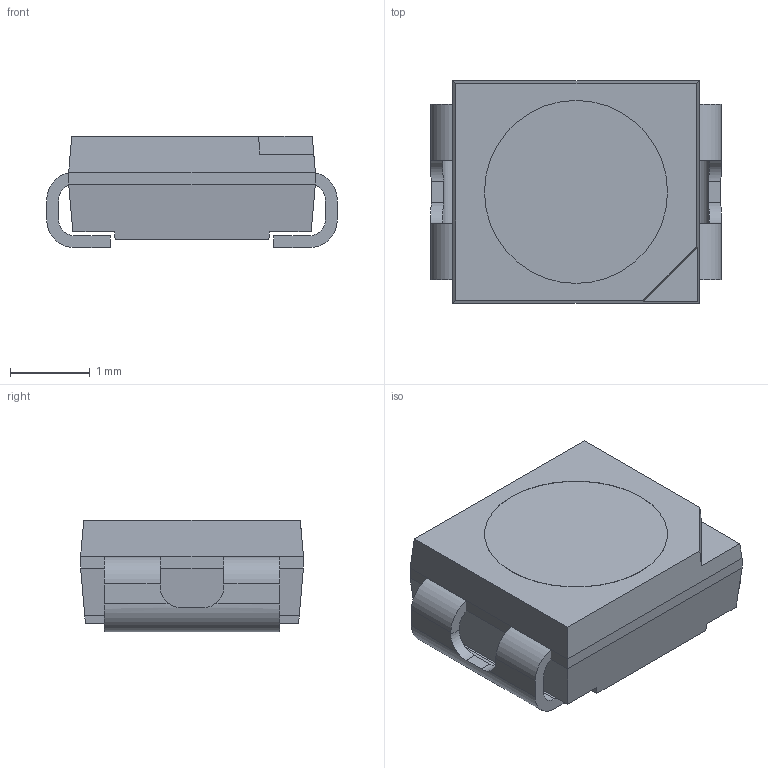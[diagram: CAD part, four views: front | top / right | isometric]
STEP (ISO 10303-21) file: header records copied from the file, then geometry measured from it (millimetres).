
FILE_DESCRIPTION(('STEP AP214'), '1');
FILE_NAME('LED-3528-generic', '2019-11-26T17:51:57', ('AF'), (''), 'UNSPECIFIED', 'UNSPECIFIED', '');
FILE_SCHEMA(('AUTOMOTIVE_DESIGN { 1 0 10303 214 3 1 1}'));
Length unit declared in the file: millimetre
Bounding box: 3.65 x 2.8 x 1.4 mm (x, y, z)
Volume: 11.5 mm3; surface area: 46.6 mm2
Topology: 3 solids, 3 shells, 76 faces, 204 edges, 138 vertices
Faces by surface type: plane 58, cylinder 17, cone 1
Full cylindrical faces by diameter (mm): 2.3 x1
Entity records: 3057 total; most frequent: CARTESIAN_POINT 471, ORIENTED_EDGE 388, DIRECTION 384, EDGE_CURVE 194, LINE 158, VECTOR 158, VERTEX_POINT 128, AXIS2_PLACEMENT_3D 113
